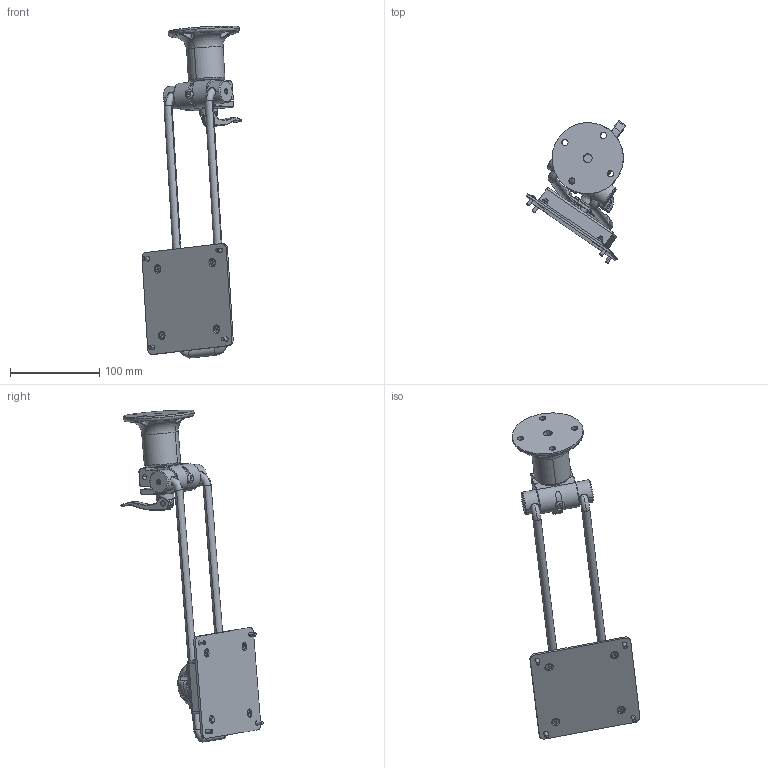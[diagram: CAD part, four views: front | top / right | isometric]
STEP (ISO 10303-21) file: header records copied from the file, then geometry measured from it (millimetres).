
FILE_DESCRIPTION (( 'STEP AP214' ), '1' );
FILE_NAME ('60240-00CBV.STEP', '2015-12-01T01:59:44', ( 'User' ), ( '' ), 'SwSTEP 2.0', 'SolidWorks 2012', '' );
FILE_SCHEMA (( 'AUTOMOTIVE_DESIGN' ));
Length unit declared in the file: millimetre
Products named in the file (27): 21-02; M4 x 0.7 nut P24-21-04; M4-8 countersink P24-21-03; P21-02-01; 25-24C; P25-24-01; M4 -10-P21-00-11; 21-04C; P21-04-15; D16d8.2t0.6; P21-00-02; P21-11-01; P21-00-01; P21-00-02N; P25-25-01; P21-00-06; P21-00-06d; P21-00-06b; P21-00-06a; P21-00-06c; P21-04-11; P21-04-10; P21-04-01; P21-04-05; P21-04-07; P21-04-04; 60240-00CBV
Assembly tree (38 placements, depth 4):
  60240-00CBV
    21-04C
      P21-04-04
      P21-04-07
      P21-04-05
      P21-04-01
      P21-04-10
      P21-04-11
      P21-00-06
        P21-00-06c
        P21-00-06a
        P21-00-06b
        P21-00-06d
      P25-25-01
      P21-00-02N
      P21-00-01
      P21-11-01
      P21-00-02  x2
      D16d8.2t0.6
      P21-04-15
    M4 -10-P21-00-11  x4
    25-24C
      P25-24-01
      P21-00-02  x2
    21-02
      P21-02-01
      M4-8 countersink P24-21-03  x4
      M4 x 0.7 nut P24-21-04  x4
Bounding box: 111.93 x 159.24 x 372.19 mm (x, y, z)
Volume: 318794.7 mm3; surface area: 162604.2 mm2
Topology: 34 solids, 34 shells, 1015 faces, 2490 edges, 1531 vertices
Faces by surface type: plane 332, cylinder 326, torus 157, cone 136, bspline 58, sphere 6
Entity records: 36501 total; most frequent: CARTESIAN_POINT 12262, DIRECTION 3845, ORIENTED_EDGE 3612, EDGE_CURVE 1806, AXIS2_PLACEMENT_3D 1570, VERTEX_POINT 1108, CIRCLE 835, EDGE_LOOP 834
